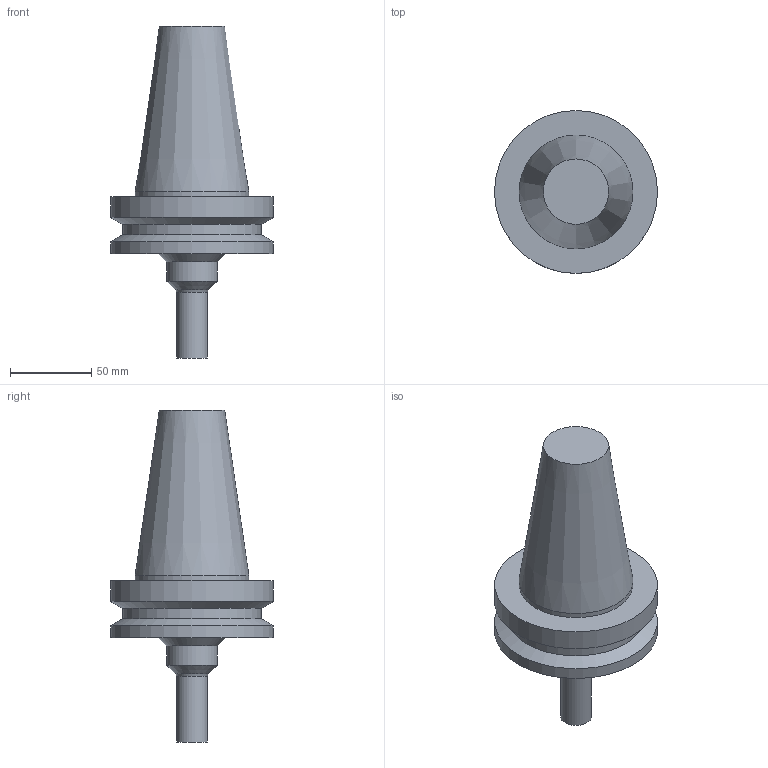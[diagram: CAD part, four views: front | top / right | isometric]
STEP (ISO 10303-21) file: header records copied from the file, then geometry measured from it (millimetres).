
FILE_DESCRIPTION((''),'1');
FILE_NAME('BT50-CK1-135.stp','2013-09-16T05:15:05',(''),(''),'Spatial Interop R18','Kubotek KeyCreator V8.5.1 (14335)',' ');
FILE_SCHEMA(('CONFIG_CONTROL_DESIGN'));
Length unit declared in the file: millimetre
Products named in the file (1): 1
Bounding box: 100 x 100 x 203.8 mm (x, y, z)
Volume: 539371.7 mm3; surface area: 48619.1 mm2
Topology: 1 solids, 1 shells, 16 faces, 27 edges, 15 vertices
Faces by surface type: cone 6, cylinder 6, plane 4
Full cylindrical faces by diameter (mm): 19 x1, 31 x1, 69.85 x1, 85 x1, 100 x2
Entity records: 358 total; most frequent: DIRECTION 64, CARTESIAN_POINT 47, AXIS2_PLACEMENT_3D 32, EDGE_LOOP 30, ORIENTED_EDGE 30, FACE_BOUND 26, ADVANCED_FACE 16, EDGE_CURVE 15
